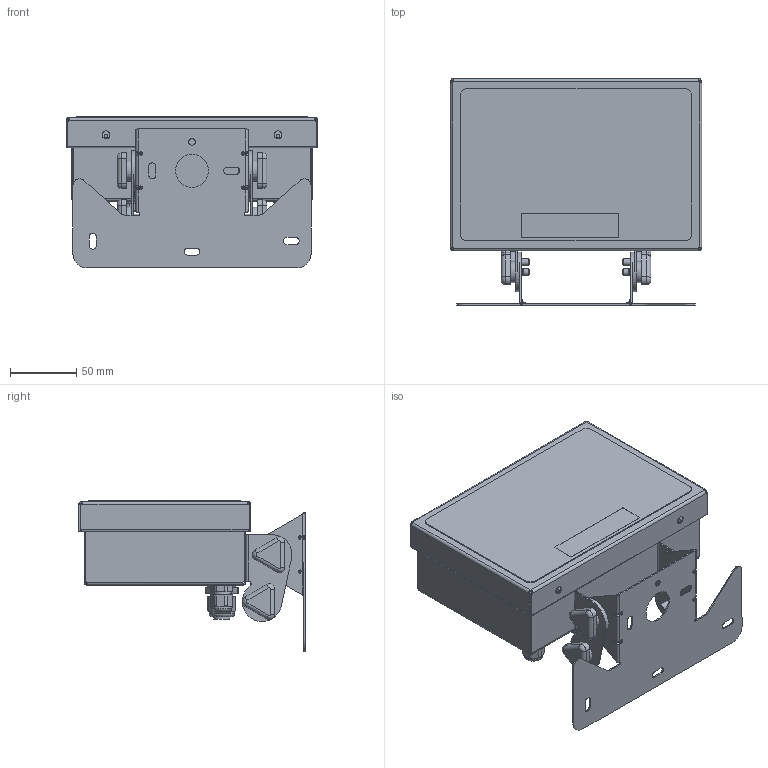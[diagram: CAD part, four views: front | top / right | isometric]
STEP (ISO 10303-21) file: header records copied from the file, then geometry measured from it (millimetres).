
FILE_DESCRIPTION(/* description */ (''),/* implementation_level */ '2;1');
FILE_NAME(/* name */ '1147CX_Simplify_1.stp',/* time_stamp */ '2024-07-05T14:46:41-03:00',/* author */ ('jorge'),/* organization */ (''),/* preprocessor_version */ 'ST-DEVELOPER v20',/* originating_system */ 'Autodesk Inventor 2024',/* authorisation */ '');
FILE_SCHEMA (('AUTOMOTIVE_DESIGN { 1 0 10303 214 3 1 1 }'));
Products named in the file (1): 1147CX_Simplify_1
Bounding box: 190 x 171 x 114.25 mm (x, y, z)
Volume: 200224.9 mm3; surface area: 272937.9 mm2
Topology: 8 solids, 21 shells, 2183 faces, 5513 edges, 3528 vertices
Faces by surface type: plane 1260, cylinder 487, bspline 360, cone 42, torus 26, sphere 8
Full cylindrical faces by diameter (mm): 0.1 x6, 2.5 x4, 4 x1, 4.5 x26, 4.763 x1, 4.95 x6, 5 x5, 5.4 x2, 6 x6, 6.1 x1, 6.9 x1, 7.25 x3, 9.6 x1, 10 x1, 10.5 x1, 12 x3, 12.3 x5, 12.5 x1, 12.7 x2, 13 x3, 14.8 x3, 16 x4, 16.5 x1, 18.5 x2, 18.8 x1, 19.1 x1, 25 x1, 30 x2
Entity records: 91225 total; most frequent: CARTESIAN_POINT 39162, ORIENTED_EDGE 10978, DIRECTION 9467, EDGE_CURVE 5505, LINE 3661, VECTOR 3661, VERTEX_POINT 3528, AXIS2_PLACEMENT_3D 2903
